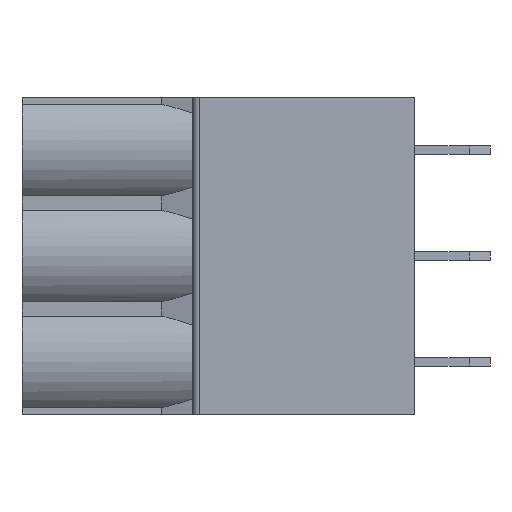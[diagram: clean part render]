
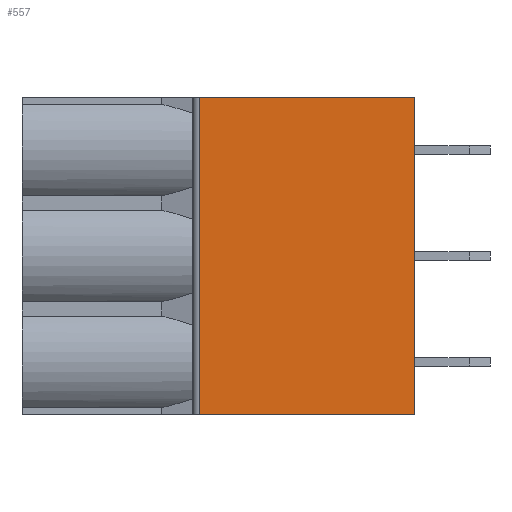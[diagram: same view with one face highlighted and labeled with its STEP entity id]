
A CAD part, front view. The second image highlights one B-rep face of the part: STEP entity #557.
In plain terms, the highlighted planar face has unit normal (0, -1, 0).
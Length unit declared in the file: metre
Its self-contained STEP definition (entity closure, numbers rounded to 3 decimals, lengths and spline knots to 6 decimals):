
#557=ADVANCED_FACE('',(#1235),#1236,.T.);
#1235=FACE_OUTER_BOUND('',#2015,.T.);
#1236=PLANE('',#2016);
#2015=EDGE_LOOP('',(#3694,#3695,#3696,#3697));
#2016=AXIS2_PLACEMENT_3D('',#3698,#3699,#3700);
#3694=ORIENTED_EDGE('',*,*,#5331,.F.);
#3695=ORIENTED_EDGE('',*,*,#5017,.T.);
#3696=ORIENTED_EDGE('',*,*,#5332,.T.);
#3697=ORIENTED_EDGE('',*,*,#5113,.T.);
#3698=CARTESIAN_POINT('',(-0.01065,-0.05,-0.20694));
#3699=DIRECTION('',(0.,-1.0,0.));
#3700=DIRECTION('',(-1.0,0.,0.0));
#5017=EDGE_CURVE('',#6143,#6144,#6145,.T.);
#5113=EDGE_CURVE('',#6310,#6308,#6311,.T.);
#5331=EDGE_CURVE('',#6143,#6308,#6627,.T.);
#5332=EDGE_CURVE('',#6144,#6310,#6628,.T.);
#6143=VERTEX_POINT('',#7770);
#6144=VERTEX_POINT('',#7771);
#6145=LINE('',#7772,#7773);
#6308=VERTEX_POINT('',#8014);
#6310=VERTEX_POINT('',#8017);
#6311=LINE('',#8018,#8019);
#6627=LINE('',#8456,#8457);
#6628=LINE('',#8458,#8459);
#7770=CARTESIAN_POINT('',(0.,-0.05,-0.19936));
#7771=CARTESIAN_POINT('',(-0.01035,-0.05,-0.19936));
#7772=CARTESIAN_POINT('',(-0.01065,-0.05,-0.19936));
#7773=VECTOR('',#9235,1.0);
#8014=CARTESIAN_POINT('',(0.,-0.05,-0.2146));
#8017=CARTESIAN_POINT('',(-0.01035,-0.05,-0.2146));
#8018=CARTESIAN_POINT('',(-0.01065,-0.05,-0.2146));
#8019=VECTOR('',#9324,1.0);
#8456=CARTESIAN_POINT('',(0.,-0.05,-0.2171));
#8457=VECTOR('',#9563,1.0);
#8458=CARTESIAN_POINT('',(-0.01035,-0.05,-0.20694));
#8459=VECTOR('',#9564,1.0);
#9235=DIRECTION('',(-1.0,0.,0.));
#9324=DIRECTION('',(1.0,0.,0.));
#9563=DIRECTION('',(0.,0.,-1.0));
#9564=DIRECTION('',(0.,0.,-1.0));
